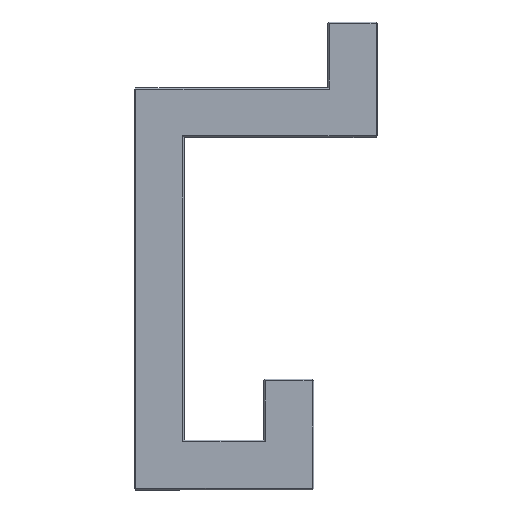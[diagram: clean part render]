
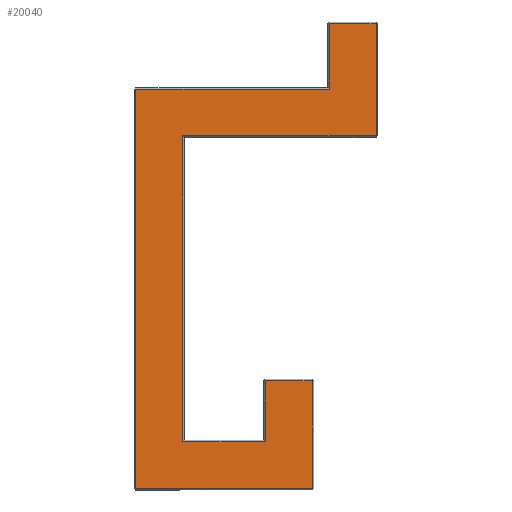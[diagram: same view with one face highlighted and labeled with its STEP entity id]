
A CAD part, top view. The second image highlights one B-rep face of the part: STEP entity #20040.
In plain terms, the highlighted planar face has unit normal (0, 0, 1).
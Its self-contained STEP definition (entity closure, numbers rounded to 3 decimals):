
#19010=CARTESIAN_POINT('',(0.,0.,2.));
#19020=DIRECTION('',(0.,0.,1.));
#19030=DIRECTION('',(1.,0.,0.));
#19040=AXIS2_PLACEMENT_3D('',#19010,#19020,#19030);
#19050=PLANE('',#19040);
#19060=CARTESIAN_POINT('',(46.5,113.5,2.));
#19070=DIRECTION('',(-1.,0.,0.));
#19080=VECTOR('',#19070,1.);
#19090=LINE('',#19060,#19080);
#19100=CARTESIAN_POINT('',(77.5,113.5,2.));
#19110=VERTEX_POINT('',#19100);
#19120=CARTESIAN_POINT('',(15.5,113.5,2.));
#19130=VERTEX_POINT('',#19120);
#19140=EDGE_CURVE('',#19110,#19130,#19090,.T.);
#19150=ORIENTED_EDGE('',*,*,#19140,.F.);
#19160=CARTESIAN_POINT('',(15.5,0.,2.));
#19170=DIRECTION('',(0.,-1.,0.));
#19180=VECTOR('',#19170,1.);
#19190=LINE('',#19160,#19180);
#19200=CARTESIAN_POINT('',(15.5,15.5,2.));
#19210=VERTEX_POINT('',#19200);
#19220=EDGE_CURVE('',#19130,#19210,#19190,.T.);
#19230=ORIENTED_EDGE('',*,*,#19220,.F.);
#19240=CARTESIAN_POINT('',(0.,15.5,2.));
#19250=DIRECTION('',(1.,0.,0.));
#19260=VECTOR('',#19250,1.);
#19270=LINE('',#19240,#19260);
#19280=CARTESIAN_POINT('',(42.,15.5,2.));
#19290=VERTEX_POINT('',#19280);
#19300=EDGE_CURVE('',#19210,#19290,#19270,.T.);
#19310=ORIENTED_EDGE('',*,*,#19300,.F.);
#19320=CARTESIAN_POINT('',(42.,0.,2.));
#19330=DIRECTION('',(0.,1.,0.));
#19340=VECTOR('',#19330,1.);
#19350=LINE('',#19320,#19340);
#19360=CARTESIAN_POINT('',(42.,35.,2.));
#19370=VERTEX_POINT('',#19360);
#19380=EDGE_CURVE('',#19290,#19370,#19350,.T.);
#19390=ORIENTED_EDGE('',*,*,#19380,.F.);
#19400=CARTESIAN_POINT('',(49.5,35.,2.));
#19410=DIRECTION('',(1.,0.,0.));
#19420=VECTOR('',#19410,1.);
#19430=LINE('',#19400,#19420);
#19440=CARTESIAN_POINT('',(57.,35.,2.));
#19450=VERTEX_POINT('',#19440);
#19460=EDGE_CURVE('',#19370,#19450,#19430,.T.);
#19470=ORIENTED_EDGE('',*,*,#19460,.F.);
#19480=CARTESIAN_POINT('',(57.,0.,2.));
#19490=DIRECTION('',(0.,-1.,0.));
#19500=VECTOR('',#19490,1.);
#19510=LINE('',#19480,#19500);
#19520=CARTESIAN_POINT('',(57.,0.5,2.));
#19530=VERTEX_POINT('',#19520);
#19540=EDGE_CURVE('',#19450,#19530,#19510,.T.);
#19550=ORIENTED_EDGE('',*,*,#19540,.F.);
#19560=CARTESIAN_POINT('',(0.,0.5,2.));
#19570=DIRECTION('',(-1.,0.,0.));
#19580=VECTOR('',#19570,1.);
#19590=LINE('',#19560,#19580);
#19600=CARTESIAN_POINT('',(0.5,0.5,2.));
#19610=VERTEX_POINT('',#19600);
#19620=EDGE_CURVE('',#19530,#19610,#19590,.T.);
#19630=ORIENTED_EDGE('',*,*,#19620,.F.);
#19640=CARTESIAN_POINT('',(0.5,0.,2.));
#19650=DIRECTION('',(0.,1.,0.));
#19660=VECTOR('',#19650,1.);
#19670=LINE('',#19640,#19660);
#19680=CARTESIAN_POINT('',(0.5,128.5,2.));
#19690=VERTEX_POINT('',#19680);
#19700=EDGE_CURVE('',#19610,#19690,#19670,.T.);
#19710=ORIENTED_EDGE('',*,*,#19700,.F.);
#19720=CARTESIAN_POINT('',(31.5,128.5,2.));
#19730=DIRECTION('',(1.,0.,0.));
#19740=VECTOR('',#19730,1.);
#19750=LINE('',#19720,#19740);
#19760=CARTESIAN_POINT('',(62.5,128.5,2.));
#19770=VERTEX_POINT('',#19760);
#19780=EDGE_CURVE('',#19690,#19770,#19750,.T.);
#19790=ORIENTED_EDGE('',*,*,#19780,.F.);
#19800=CARTESIAN_POINT('',(62.5,0.,2.));
#19810=DIRECTION('',(0.,1.,0.));
#19820=VECTOR('',#19810,1.);
#19830=LINE('',#19800,#19820);
#19840=CARTESIAN_POINT('',(62.5,149.5,2.));
#19850=VERTEX_POINT('',#19840);
#19860=EDGE_CURVE('',#19770,#19850,#19830,.T.);
#19870=ORIENTED_EDGE('',*,*,#19860,.F.);
#19880=CARTESIAN_POINT('',(0.,149.5,2.));
#19890=DIRECTION('',(1.,0.,0.));
#19900=VECTOR('',#19890,1.);
#19910=LINE('',#19880,#19900);
#19920=CARTESIAN_POINT('',(77.5,149.5,2.));
#19930=VERTEX_POINT('',#19920);
#19940=EDGE_CURVE('',#19850,#19930,#19910,.T.);
#19950=ORIENTED_EDGE('',*,*,#19940,.F.);
#19960=CARTESIAN_POINT('',(77.5,0.,2.));
#19970=DIRECTION('',(0.,-1.,0.));
#19980=VECTOR('',#19970,1.);
#19990=LINE('',#19960,#19980);
#20000=EDGE_CURVE('',#19930,#19110,#19990,.T.);
#20010=ORIENTED_EDGE('',*,*,#20000,.F.);
#20020=EDGE_LOOP('',(#20010,#19950,#19870,#19790,#19710,#19630,#19550,
#19470,#19390,#19310,#19230,#19150));
#20030=FACE_OUTER_BOUND('',#20020,.T.);
#20040=ADVANCED_FACE('',(#20030),#19050,.T.);
